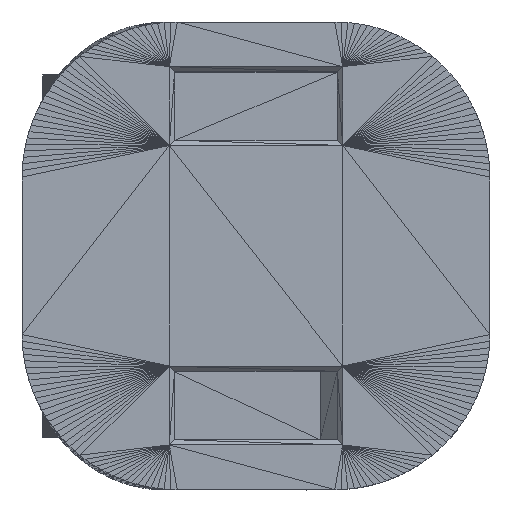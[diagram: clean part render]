
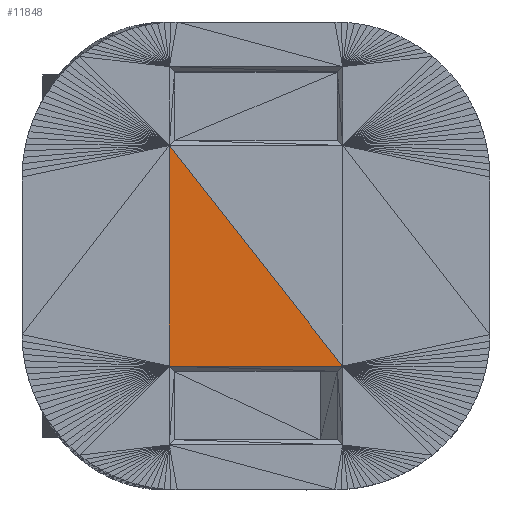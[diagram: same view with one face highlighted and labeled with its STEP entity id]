
A CAD part, top view. The second image highlights one B-rep face of the part: STEP entity #11848.
In plain terms, the highlighted planar face has unit normal (0, 0, 1).
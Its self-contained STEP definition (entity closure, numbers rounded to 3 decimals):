
#534=FACE_OUTER_BOUND('',#1562,.T.);
#1562=EDGE_LOOP('',(#8766,#8767,#8768));
#2899=LINE('',#18657,#4441);
#2900=LINE('',#18659,#4442);
#2901=LINE('',#18660,#4443);
#4441=VECTOR('',#15263,10.);
#4442=VECTOR('',#15264,10.);
#4443=VECTOR('',#15265,10.);
#5366=VERTEX_POINT('',#18028);
#5469=VERTEX_POINT('',#18656);
#5470=VERTEX_POINT('',#18658);
#6503=EDGE_CURVE('',#5469,#5366,#2899,.T.);
#6504=EDGE_CURVE('',#5469,#5470,#2900,.T.);
#6505=EDGE_CURVE('',#5470,#5366,#2901,.T.);
#8766=ORIENTED_EDGE('',*,*,#6503,.F.);
#8767=ORIENTED_EDGE('',*,*,#6504,.T.);
#8768=ORIENTED_EDGE('',*,*,#6505,.T.);
#10820=PLANE('',#12892);
#11848=ADVANCED_FACE('',(#534),#10820,.T.);
#12892=AXIS2_PLACEMENT_3D('',#18655,#15261,#15262);
#15261=DIRECTION('center_axis',(0.,0.,1.));
#15262=DIRECTION('ref_axis',(1.,0.,0.));
#15263=DIRECTION('',(0.618,-0.786,0.));
#15264=DIRECTION('',(0.,-1.,0.));
#15265=DIRECTION('',(1.,0.,0.));
#18028=CARTESIAN_POINT('',(1.65,-2.1,3.));
#18655=CARTESIAN_POINT('Origin',(-1.65,-2.1,3.));
#18656=CARTESIAN_POINT('',(-1.65,2.1,3.));
#18657=CARTESIAN_POINT('',(-1.65,2.1,3.));
#18658=CARTESIAN_POINT('',(-1.65,-2.1,3.));
#18659=CARTESIAN_POINT('',(-1.65,2.1,3.));
#18660=CARTESIAN_POINT('',(-1.65,-2.1,3.));
